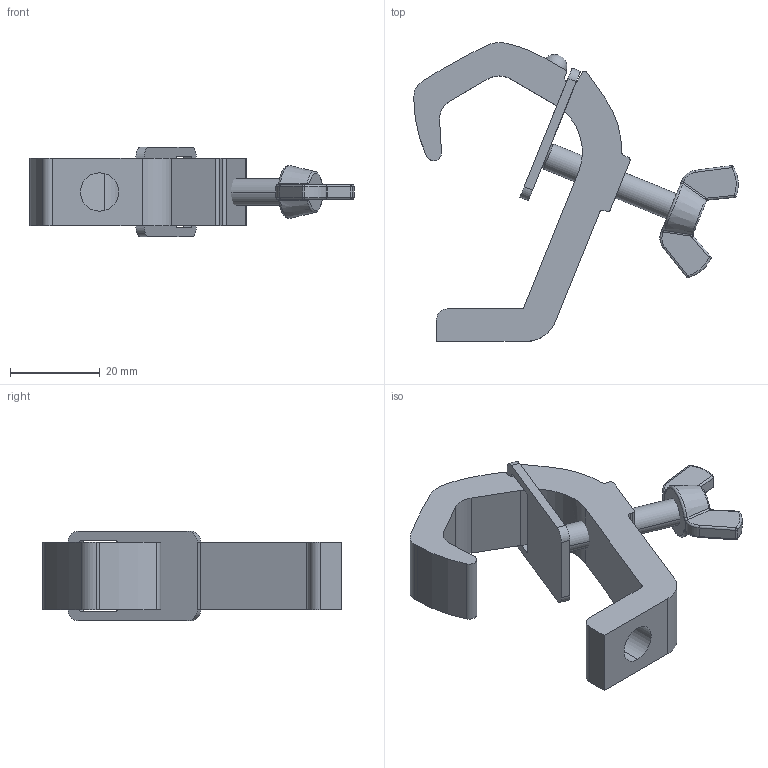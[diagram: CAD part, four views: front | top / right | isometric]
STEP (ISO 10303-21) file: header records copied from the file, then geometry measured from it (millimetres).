
FILE_DESCRIPTION (( 'STEP AP203' ), '1' );
FILE_NAME ('T58450.STEP', '2023-01-30T09:35:52', ( '' ), ( '' ), 'SwSTEP 2.0', 'SolidWorks 2022', '' );
FILE_SCHEMA (( 'CONFIG_CONTROL_DESIGN' ));
Length unit declared in the file: millimetre
Products named in the file (5): F2915; F2360; TH2049_TH3713; T58450; TH3714
Assembly tree (4 placements, depth 2):
  T58450
    TH2049_TH3713
    TH3714
    F2360
    F2915
Bounding box: 72.17 x 66.5 x 20 mm (x, y, z)
Volume: 16757.5 mm3; surface area: 8964.2 mm2
Topology: 4 solids, 4 shells, 186 faces, 479 edges, 295 vertices
Faces by surface type: cylinder 71, plane 48, bspline 37, torus 16, sphere 10, cone 4
Entity records: 7482 total; most frequent: CARTESIAN_POINT 2723, ORIENTED_EDGE 942, DIRECTION 869, EDGE_CURVE 471, AXIS2_PLACEMENT_3D 347, VERTEX_POINT 295, EDGE_LOOP 194, CIRCLE 191
